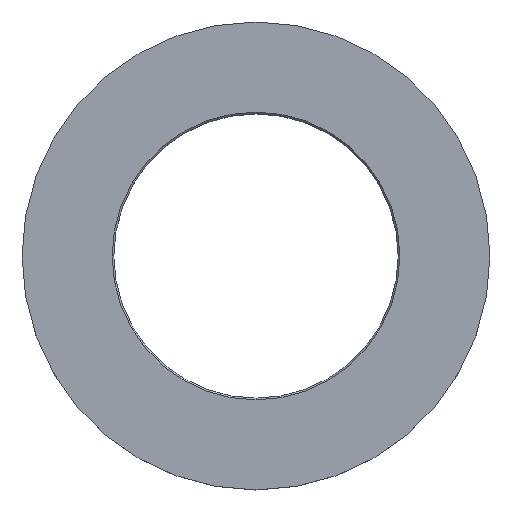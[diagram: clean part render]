
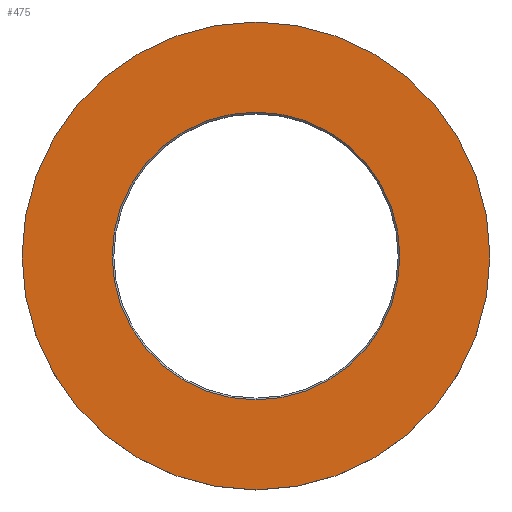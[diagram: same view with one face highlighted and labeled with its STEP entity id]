
A CAD part, top view. The second image highlights one B-rep face of the part: STEP entity #475.
In plain terms, the highlighted planar face has unit normal (0, 0, 1).
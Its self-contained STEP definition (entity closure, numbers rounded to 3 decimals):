
#12 = EDGE_LOOP ( 'NONE', ( #483, #13 ) ) ;
#13 = ORIENTED_EDGE ( 'NONE', *, *, #256, .T. ) ;
#14 = AXIS2_PLACEMENT_3D ( 'NONE', #440, #93, #16 ) ;
#15 = ORIENTED_EDGE ( 'NONE', *, *, #503, .T. ) ;
#16 = DIRECTION ( 'NONE',  ( -1., 0., 0. ) ) ;
#20 = DIRECTION ( 'NONE',  ( 1., 0., 0. ) ) ;
#21 = CARTESIAN_POINT ( 'NONE',  ( 0., 0., 0. ) ) ;
#31 = CARTESIAN_POINT ( 'NONE',  ( 42., 0., 0. ) ) ;
#47 = FACE_OUTER_BOUND ( 'NONE', #12, .T. ) ;
#53 = EDGE_CURVE ( 'NONE', #472, #330, #144, .T. ) ;
#55 = DIRECTION ( 'NONE',  ( -1., 0., 0. ) ) ;
#58 = DIRECTION ( 'NONE',  ( 1., 0., 0. ) ) ;
#65 = CIRCLE ( 'NONE', #14, 25.827 ) ;
#76 = VERTEX_POINT ( 'NONE', #31 ) ;
#93 = DIRECTION ( 'NONE',  ( 0., 0., -1. ) ) ;
#99 = DIRECTION ( 'NONE',  ( 0., 0., 1. ) ) ;
#102 = DIRECTION ( 'NONE',  ( -1., 0., 0. ) ) ;
#144 = CIRCLE ( 'NONE', #350, 25.827 ) ;
#157 = CARTESIAN_POINT ( 'NONE',  ( 25.827, 0., 0. ) ) ;
#163 = AXIS2_PLACEMENT_3D ( 'NONE', #441, #170, #55 ) ;
#170 = DIRECTION ( 'NONE',  ( 0., 0., -1. ) ) ;
#173 = CARTESIAN_POINT ( 'NONE',  ( -25.827, 0., 0. ) ) ;
#234 = CIRCLE ( 'NONE', #495, 42. ) ;
#256 = EDGE_CURVE ( 'NONE', #286, #76, #259, .T. ) ;
#257 = DIRECTION ( 'NONE',  ( 0., 0., -1. ) ) ;
#259 = CIRCLE ( 'NONE', #300, 42. ) ;
#286 = VERTEX_POINT ( 'NONE', #364 ) ;
#288 = DIRECTION ( 'NONE',  ( 0., 0., 1. ) ) ;
#290 = CARTESIAN_POINT ( 'NONE',  ( 0., 0., 0. ) ) ;
#300 = AXIS2_PLACEMENT_3D ( 'NONE', #21, #99, #20 ) ;
#311 = PLANE ( 'NONE',  #163 ) ;
#330 = VERTEX_POINT ( 'NONE', #173 ) ;
#341 = FACE_BOUND ( 'NONE', #415, .T. ) ;
#350 = AXIS2_PLACEMENT_3D ( 'NONE', #448, #257, #102 ) ;
#364 = CARTESIAN_POINT ( 'NONE',  ( -42., 0., 0. ) ) ;
#374 = ORIENTED_EDGE ( 'NONE', *, *, #53, .T. ) ;
#415 = EDGE_LOOP ( 'NONE', ( #374, #15 ) ) ;
#440 = CARTESIAN_POINT ( 'NONE',  ( 0., 0., 0. ) ) ;
#441 = CARTESIAN_POINT ( 'NONE',  ( 0., 42., 0. ) ) ;
#448 = CARTESIAN_POINT ( 'NONE',  ( 0., 0., 0. ) ) ;
#462 = EDGE_CURVE ( 'NONE', #76, #286, #234, .T. ) ;
#472 = VERTEX_POINT ( 'NONE', #157 ) ;
#475 = ADVANCED_FACE ( 'NONE', ( #341, #47 ), #311, .F. ) ;
#483 = ORIENTED_EDGE ( 'NONE', *, *, #462, .T. ) ;
#495 = AXIS2_PLACEMENT_3D ( 'NONE', #290, #288, #58 ) ;
#503 = EDGE_CURVE ( 'NONE', #330, #472, #65, .T. ) ;
